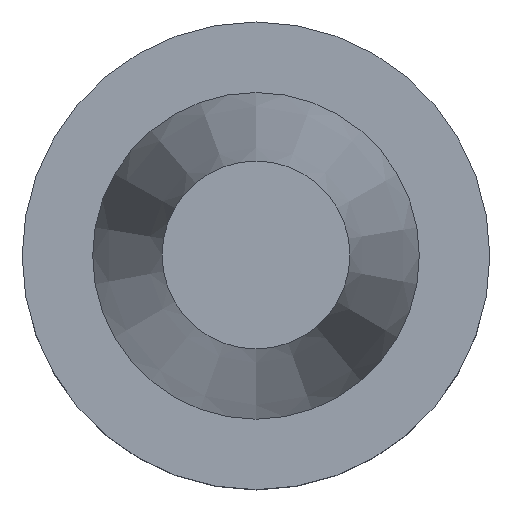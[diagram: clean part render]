
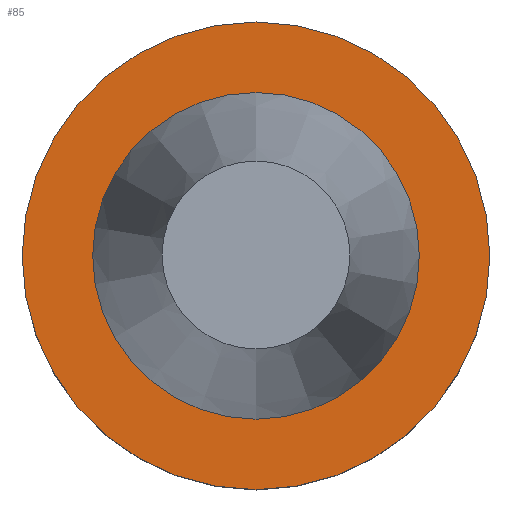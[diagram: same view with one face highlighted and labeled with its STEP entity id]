
A CAD part, top view. The second image highlights one B-rep face of the part: STEP entity #85.
In plain terms, the highlighted planar face has unit normal (0, 0, 1).
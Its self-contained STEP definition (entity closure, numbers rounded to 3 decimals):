
#85=ADVANCED_FACE('',(#124,#125),#126,.T.);
#124=FACE_OUTER_BOUND('',#179,.T.);
#125=FACE_BOUND('',#180,.T.);
#126=PLANE('',#181);
#179=EDGE_LOOP('',(#254));
#180=EDGE_LOOP('',(#255));
#181=AXIS2_PLACEMENT_3D('',#256,#257,#258);
#254=ORIENTED_EDGE('',*,*,#309,.F.);
#255=ORIENTED_EDGE('',*,*,#307,.T.);
#256=CARTESIAN_POINT('',(0.,42.463,-1.5));
#257=DIRECTION('',(0.,0.,1.0));
#258=DIRECTION('',(0.,-1.0,0.));
#307=EDGE_CURVE('',#334,#334,#335,.T.);
#309=EDGE_CURVE('',#338,#338,#339,.T.);
#334=VERTEX_POINT('',#370);
#335=CIRCLE('',#371,34.925);
#338=VERTEX_POINT('',#374);
#339=CIRCLE('',#375,50.0);
#370=CARTESIAN_POINT('',(0.,34.925,-1.5));
#371=AXIS2_PLACEMENT_3D('',#415,#416,#417);
#374=CARTESIAN_POINT('',(0.,50.0,-1.5));
#375=AXIS2_PLACEMENT_3D('',#421,#422,#423);
#415=CARTESIAN_POINT('',(0.,0.,-1.5));
#416=DIRECTION('',(0.,0.,-1.0));
#417=DIRECTION('',(0.,1.0,0.));
#421=CARTESIAN_POINT('',(0.,0.,-1.5));
#422=DIRECTION('',(0.,0.,-1.0));
#423=DIRECTION('',(0.,1.0,0.));
